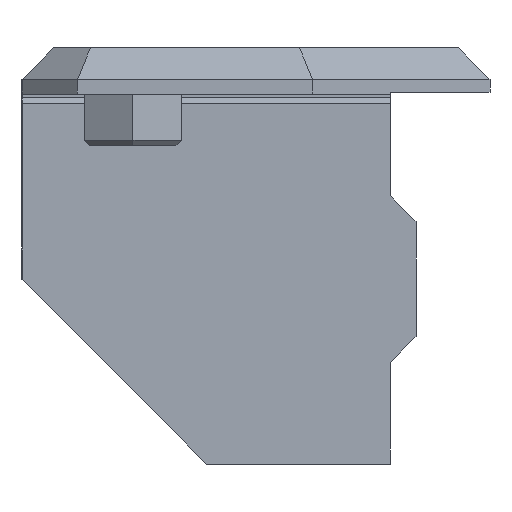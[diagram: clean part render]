
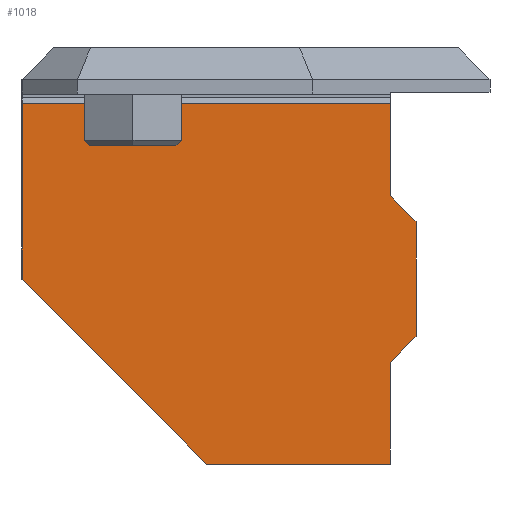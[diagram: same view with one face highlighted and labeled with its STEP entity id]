
A CAD part, front view. The second image highlights one B-rep face of the part: STEP entity #1018.
In plain terms, the highlighted planar face has unit normal (0, -1, 0).
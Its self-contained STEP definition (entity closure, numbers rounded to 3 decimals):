
#65=FACE_OUTER_BOUND('',#124,.T.);
#124=EDGE_LOOP('',(#835,#836,#837,#838,#839,#840,#841,#842,#843));
#157=LINE('',#1404,#292);
#161=LINE('',#1411,#296);
#177=LINE('',#1444,#312);
#253=LINE('',#1597,#388);
#254=LINE('',#1600,#389);
#258=LINE('',#1607,#393);
#259=LINE('',#1609,#394);
#260=LINE('',#1611,#395);
#261=LINE('',#1612,#396);
#292=VECTOR('',#1136,10.);
#296=VECTOR('',#1142,10.);
#312=VECTOR('',#1166,10.);
#388=VECTOR('',#1300,10.);
#389=VECTOR('',#1303,10.);
#393=VECTOR('',#1309,10.);
#394=VECTOR('',#1310,10.);
#395=VECTOR('',#1311,10.);
#396=VECTOR('',#1312,10.);
#424=VERTEX_POINT('',#1401);
#425=VERTEX_POINT('',#1403);
#427=VERTEX_POINT('',#1409);
#440=VERTEX_POINT('',#1443);
#488=VERTEX_POINT('',#1595);
#489=VERTEX_POINT('',#1599);
#491=VERTEX_POINT('',#1606);
#492=VERTEX_POINT('',#1608);
#493=VERTEX_POINT('',#1610);
#515=EDGE_CURVE('',#424,#425,#157,.T.);
#519=EDGE_CURVE('',#427,#424,#161,.T.);
#535=EDGE_CURVE('',#440,#425,#177,.T.);
#613=EDGE_CURVE('',#488,#440,#253,.T.);
#614=EDGE_CURVE('',#488,#489,#254,.T.);
#618=EDGE_CURVE('',#491,#427,#258,.T.);
#619=EDGE_CURVE('',#492,#491,#259,.T.);
#620=EDGE_CURVE('',#493,#492,#260,.T.);
#621=EDGE_CURVE('',#489,#493,#261,.T.);
#835=ORIENTED_EDGE('',*,*,#515,.F.);
#836=ORIENTED_EDGE('',*,*,#519,.F.);
#837=ORIENTED_EDGE('',*,*,#618,.F.);
#838=ORIENTED_EDGE('',*,*,#619,.F.);
#839=ORIENTED_EDGE('',*,*,#620,.F.);
#840=ORIENTED_EDGE('',*,*,#621,.F.);
#841=ORIENTED_EDGE('',*,*,#614,.F.);
#842=ORIENTED_EDGE('',*,*,#613,.T.);
#843=ORIENTED_EDGE('',*,*,#535,.T.);
#964=PLANE('',#1091);
#1018=ADVANCED_FACE('',(#65),#964,.T.);
#1091=AXIS2_PLACEMENT_3D('',#1605,#1307,#1308);
#1136=DIRECTION('',(-0.707,0.,0.707));
#1142=DIRECTION('',(-1.,0.,0.));
#1166=DIRECTION('',(0.,0.,-1.));
#1300=DIRECTION('',(-1.,0.,0.));
#1303=DIRECTION('',(0.,0.,-1.));
#1307=DIRECTION('center_axis',(0.,-1.,0.));
#1308=DIRECTION('ref_axis',(-1.,0.,0.));
#1309=DIRECTION('',(0.,0.,-1.));
#1310=DIRECTION('',(-0.707,0.,-0.707));
#1311=DIRECTION('',(0.,0.,-1.));
#1312=DIRECTION('',(0.707,0.,-0.707));
#1401=CARTESIAN_POINT('',(10.,14.55,-20.));
#1403=CARTESIAN_POINT('',(0.,14.55,-10.));
#1404=CARTESIAN_POINT('',(4.975,14.55,-14.975));
#1409=CARTESIAN_POINT('',(19.9,14.55,-20.));
#1411=CARTESIAN_POINT('',(0.,14.55,-20.));
#1443=CARTESIAN_POINT('',(0.,14.55,-0.5));
#1444=CARTESIAN_POINT('',(0.,14.55,0.));
#1595=CARTESIAN_POINT('',(19.9,14.55,-0.5));
#1597=CARTESIAN_POINT('',(9.95,14.55,-0.5));
#1599=CARTESIAN_POINT('',(19.9,14.55,-5.5));
#1600=CARTESIAN_POINT('',(19.9,14.55,0.));
#1605=CARTESIAN_POINT('Origin',(19.9,14.55,0.));
#1606=CARTESIAN_POINT('',(19.9,14.55,-14.5));
#1607=CARTESIAN_POINT('',(19.9,14.55,0.));
#1608=CARTESIAN_POINT('',(21.3,14.55,-13.1));
#1609=CARTESIAN_POINT('',(21.2,14.55,-13.2));
#1610=CARTESIAN_POINT('',(21.3,14.55,-6.9));
#1611=CARTESIAN_POINT('',(21.3,14.55,-11.55));
#1612=CARTESIAN_POINT('',(21.9,14.55,-7.5));
